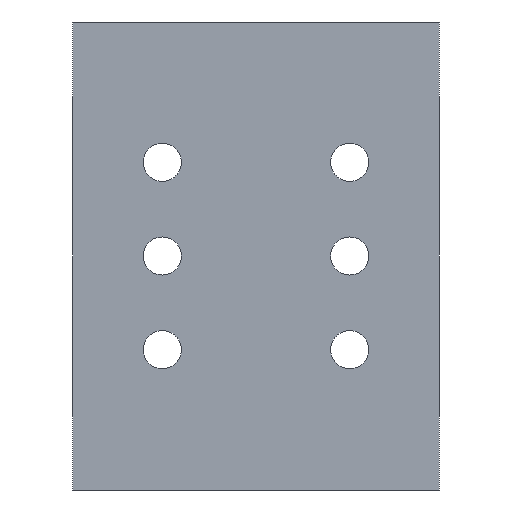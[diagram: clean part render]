
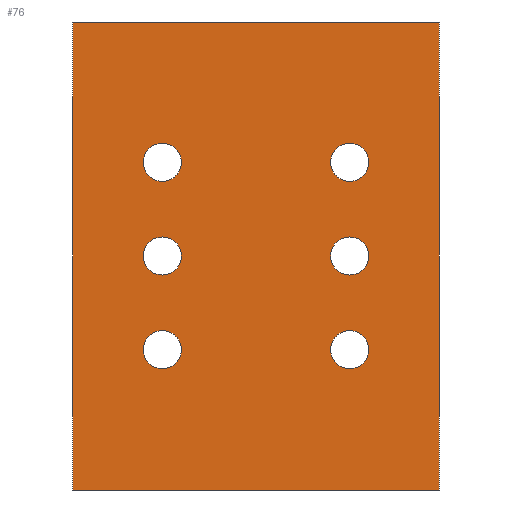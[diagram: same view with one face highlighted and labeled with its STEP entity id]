
A CAD part, left-side view. The second image highlights one B-rep face of the part: STEP entity #76.
In plain terms, the highlighted planar face has unit normal (-1, 0, 0).
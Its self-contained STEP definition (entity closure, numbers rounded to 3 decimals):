
#76 = ADVANCED_FACE( '', ( #122, #123, #124, #125, #126, #127, #128 ), #129, .F. );
#122 = FACE_BOUND( '', #278, .T. );
#123 = FACE_BOUND( '', #279, .T. );
#124 = FACE_BOUND( '', #280, .T. );
#125 = FACE_BOUND( '', #281, .T. );
#126 = FACE_BOUND( '', #282, .T. );
#127 = FACE_BOUND( '', #283, .T. );
#128 = FACE_OUTER_BOUND( '', #284, .T. );
#129 = PLANE( '', #285 );
#278 = EDGE_LOOP( '', ( #439 ) );
#279 = EDGE_LOOP( '', ( #440 ) );
#280 = EDGE_LOOP( '', ( #441 ) );
#281 = EDGE_LOOP( '', ( #442 ) );
#282 = EDGE_LOOP( '', ( #443 ) );
#283 = EDGE_LOOP( '', ( #444 ) );
#284 = EDGE_LOOP( '', ( #445, #446, #447, #448 ) );
#285 = AXIS2_PLACEMENT_3D( '', #449, #450, #451 );
#439 = ORIENTED_EDGE( '', *, *, #708, .T. );
#440 = ORIENTED_EDGE( '', *, *, #709, .T. );
#441 = ORIENTED_EDGE( '', *, *, #710, .T. );
#442 = ORIENTED_EDGE( '', *, *, #711, .T. );
#443 = ORIENTED_EDGE( '', *, *, #712, .T. );
#444 = ORIENTED_EDGE( '', *, *, #713, .T. );
#445 = ORIENTED_EDGE( '', *, *, #714, .T. );
#446 = ORIENTED_EDGE( '', *, *, #715, .F. );
#447 = ORIENTED_EDGE( '', *, *, #716, .F. );
#448 = ORIENTED_EDGE( '', *, *, #717, .T. );
#449 = CARTESIAN_POINT( '', ( -62.5, -49., 62.5 ) );
#450 = DIRECTION( '', ( 1., 0., 0. ) );
#451 = DIRECTION( '', ( 0., 0., -1. ) );
#708 = EDGE_CURVE( '', #792, #792, #793, .T. );
#709 = EDGE_CURVE( '', #794, #794, #795, .T. );
#710 = EDGE_CURVE( '', #796, #796, #797, .T. );
#711 = EDGE_CURVE( '', #798, #798, #799, .T. );
#712 = EDGE_CURVE( '', #800, #800, #801, .T. );
#713 = EDGE_CURVE( '', #802, #802, #803, .T. );
#714 = EDGE_CURVE( '', #804, #805, #806, .T. );
#715 = EDGE_CURVE( '', #807, #805, #808, .T. );
#716 = EDGE_CURVE( '', #809, #807, #810, .T. );
#717 = EDGE_CURVE( '', #809, #804, #811, .T. );
#792 = VERTEX_POINT( '', #940 );
#793 = CIRCLE( '', #941, 5.1 );
#794 = VERTEX_POINT( '', #942 );
#795 = CIRCLE( '', #943, 5.1 );
#796 = VERTEX_POINT( '', #944 );
#797 = CIRCLE( '', #945, 5.1 );
#798 = VERTEX_POINT( '', #946 );
#799 = CIRCLE( '', #947, 5.1 );
#800 = VERTEX_POINT( '', #948 );
#801 = CIRCLE( '', #949, 5.1 );
#802 = VERTEX_POINT( '', #950 );
#803 = CIRCLE( '', #951, 5.1 );
#804 = VERTEX_POINT( '', #952 );
#805 = VERTEX_POINT( '', #953 );
#806 = LINE( '', #954, #955 );
#807 = VERTEX_POINT( '', #956 );
#808 = LINE( '', #957, #958 );
#809 = VERTEX_POINT( '', #959 );
#810 = LINE( '', #960, #961 );
#811 = LINE( '', #962, #963 );
#940 = CARTESIAN_POINT( '', ( -62.5, 25., 30.1 ) );
#941 = AXIS2_PLACEMENT_3D( '', #1104, #1105, #1106 );
#942 = CARTESIAN_POINT( '', ( -62.5, -25., -19.9 ) );
#943 = AXIS2_PLACEMENT_3D( '', #1107, #1108, #1109 );
#944 = CARTESIAN_POINT( '', ( -62.5, 25., -19.9 ) );
#945 = AXIS2_PLACEMENT_3D( '', #1110, #1111, #1112 );
#946 = CARTESIAN_POINT( '', ( -62.5, 25., 5.1 ) );
#947 = AXIS2_PLACEMENT_3D( '', #1113, #1114, #1115 );
#948 = CARTESIAN_POINT( '', ( -62.5, -25., 5.1 ) );
#949 = AXIS2_PLACEMENT_3D( '', #1116, #1117, #1118 );
#950 = CARTESIAN_POINT( '', ( -62.5, -25., 30.1 ) );
#951 = AXIS2_PLACEMENT_3D( '', #1119, #1120, #1121 );
#952 = CARTESIAN_POINT( '', ( -62.5, 49., 62.5 ) );
#953 = CARTESIAN_POINT( '', ( -62.5, 49., -62.5 ) );
#954 = CARTESIAN_POINT( '', ( -62.5, 49., 62.5 ) );
#955 = VECTOR( '', #1122, 1000. );
#956 = CARTESIAN_POINT( '', ( -62.5, -49., -62.5 ) );
#957 = CARTESIAN_POINT( '', ( -62.5, -49., -62.5 ) );
#958 = VECTOR( '', #1123, 1000. );
#959 = CARTESIAN_POINT( '', ( -62.5, -49., 62.5 ) );
#960 = CARTESIAN_POINT( '', ( -62.5, -49., 62.5 ) );
#961 = VECTOR( '', #1124, 1000. );
#962 = CARTESIAN_POINT( '', ( -62.5, -49., 62.5 ) );
#963 = VECTOR( '', #1125, 1000. );
#1104 = CARTESIAN_POINT( '', ( -62.5, 25., 25. ) );
#1105 = DIRECTION( '', ( 1., 0., 0. ) );
#1106 = DIRECTION( '', ( 0., 0., 1. ) );
#1107 = CARTESIAN_POINT( '', ( -62.5, -25., -25. ) );
#1108 = DIRECTION( '', ( 1., 0., 0. ) );
#1109 = DIRECTION( '', ( 0., 0., 1. ) );
#1110 = CARTESIAN_POINT( '', ( -62.5, 25., -25. ) );
#1111 = DIRECTION( '', ( 1., 0., 0. ) );
#1112 = DIRECTION( '', ( 0., 0., 1. ) );
#1113 = CARTESIAN_POINT( '', ( -62.5, 25., 0. ) );
#1114 = DIRECTION( '', ( 1., 0., 0. ) );
#1115 = DIRECTION( '', ( 0., 0., 1. ) );
#1116 = CARTESIAN_POINT( '', ( -62.5, -25., 0. ) );
#1117 = DIRECTION( '', ( 1., 0., 0. ) );
#1118 = DIRECTION( '', ( 0., 0., 1. ) );
#1119 = CARTESIAN_POINT( '', ( -62.5, -25., 25. ) );
#1120 = DIRECTION( '', ( 1., 0., 0. ) );
#1121 = DIRECTION( '', ( 0., 0., 1. ) );
#1122 = DIRECTION( '', ( 0., 0., -1. ) );
#1123 = DIRECTION( '', ( 0., 1., 0. ) );
#1124 = DIRECTION( '', ( 0., 0., -1. ) );
#1125 = DIRECTION( '', ( 0., 1., 0. ) );
